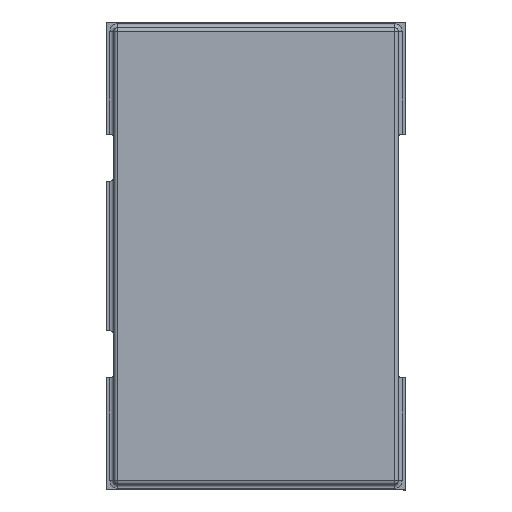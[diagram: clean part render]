
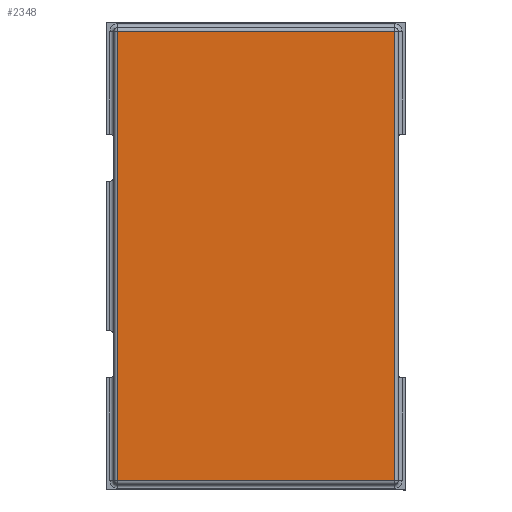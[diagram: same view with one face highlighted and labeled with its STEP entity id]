
A CAD part, left-side view. The second image highlights one B-rep face of the part: STEP entity #2348.
In plain terms, the highlighted planar face has unit normal (-1, 0, 0).
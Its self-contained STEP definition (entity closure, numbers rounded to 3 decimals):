
#91 = LINE ( 'NONE', #1215, #5299 ) ;
#273 = CARTESIAN_POINT ( 'NONE',  ( -1., 0.77, 0.6 ) ) ;
#278 = ORIENTED_EDGE ( 'NONE', *, *, #5018, .T. ) ;
#397 = CARTESIAN_POINT ( 'NONE',  ( -1., 0.03, -0.6 ) ) ;
#728 = DIRECTION ( 'NONE',  ( 0., 0., 1. ) ) ;
#1054 = LINE ( 'NONE', #5427, #3066 ) ;
#1215 = CARTESIAN_POINT ( 'NONE',  ( -1., 0.78, 0.6 ) ) ;
#1257 = FACE_OUTER_BOUND ( 'NONE', #3247, .T. ) ;
#1512 = VERTEX_POINT ( 'NONE', #4567 ) ;
#1526 = LINE ( 'NONE', #2038, #2666 ) ;
#2038 = CARTESIAN_POINT ( 'NONE',  ( -1., 0.02, -0.6 ) ) ;
#2348 = ADVANCED_FACE ( 'NONE', ( #1257 ), #5388, .T. ) ;
#2412 = DIRECTION ( 'NONE',  ( 0., 0., -1. ) ) ;
#2496 = DIRECTION ( 'NONE',  ( 0., 1., 0. ) ) ;
#2666 = VECTOR ( 'NONE', #4625, 1000. ) ;
#2811 = DIRECTION ( 'NONE',  ( -1., 0., 0. ) ) ;
#2887 = VECTOR ( 'NONE', #4064, 1000. ) ;
#2973 = ORIENTED_EDGE ( 'NONE', *, *, #2998, .T. ) ;
#2998 = EDGE_CURVE ( 'NONE', #1512, #5407, #91, .T. ) ;
#3066 = VECTOR ( 'NONE', #2412, 1000. ) ;
#3163 = AXIS2_PLACEMENT_3D ( 'NONE', #5454, #2811, #728 ) ;
#3247 = EDGE_LOOP ( 'NONE', ( #4936, #278, #2973, #3885 ) ) ;
#3285 = CARTESIAN_POINT ( 'NONE',  ( -1., 0.77, -0.6 ) ) ;
#3681 = VERTEX_POINT ( 'NONE', #397 ) ;
#3885 = ORIENTED_EDGE ( 'NONE', *, *, #4647, .T. ) ;
#4041 = LINE ( 'NONE', #5331, #2887 ) ;
#4064 = DIRECTION ( 'NONE',  ( 0., 0., 1. ) ) ;
#4567 = CARTESIAN_POINT ( 'NONE',  ( -1., 0.03, 0.6 ) ) ;
#4625 = DIRECTION ( 'NONE',  ( 0., -1., 0. ) ) ;
#4647 = EDGE_CURVE ( 'NONE', #5407, #5147, #1054, .T. ) ;
#4936 = ORIENTED_EDGE ( 'NONE', *, *, #5485, .T. ) ;
#5018 = EDGE_CURVE ( 'NONE', #3681, #1512, #4041, .T. ) ;
#5147 = VERTEX_POINT ( 'NONE', #3285 ) ;
#5299 = VECTOR ( 'NONE', #2496, 1000. ) ;
#5331 = CARTESIAN_POINT ( 'NONE',  ( -1., 0.03, -1.964 ) ) ;
#5388 = PLANE ( 'NONE',  #3163 ) ;
#5407 = VERTEX_POINT ( 'NONE', #273 ) ;
#5427 = CARTESIAN_POINT ( 'NONE',  ( -1., 0.77, -0.61 ) ) ;
#5454 = CARTESIAN_POINT ( 'NONE',  ( -1., 0.78, -1.964 ) ) ;
#5485 = EDGE_CURVE ( 'NONE', #5147, #3681, #1526, .T. ) ;
